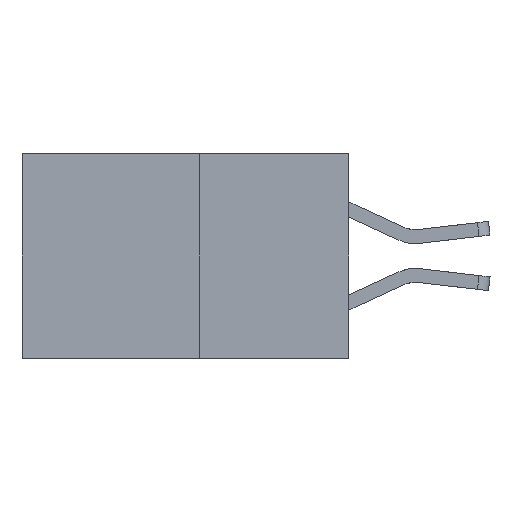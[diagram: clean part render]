
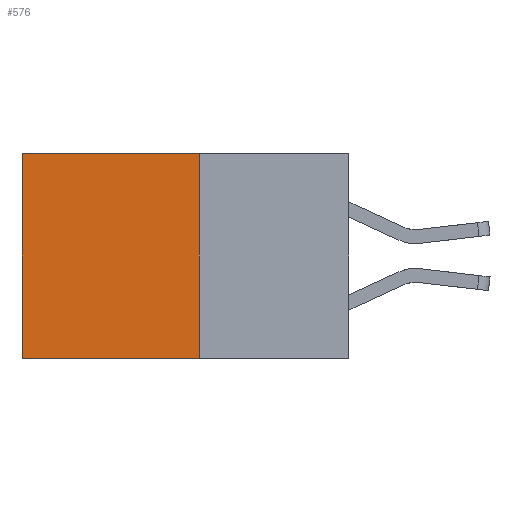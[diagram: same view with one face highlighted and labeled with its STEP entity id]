
A CAD part, left-side view. The second image highlights one B-rep face of the part: STEP entity #576.
In plain terms, the highlighted planar face has unit normal (-1, 0, 0).
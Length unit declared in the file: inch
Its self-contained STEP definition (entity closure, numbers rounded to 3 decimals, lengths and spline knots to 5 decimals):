
#382 = VECTOR ( 'NONE', #4554, 39.37008 ) ;
#544 = VECTOR ( 'NONE', #7408, 39.37008 ) ;
#576 = ADVANCED_FACE ( 'NONE', ( #2407 ), #3828, .F. ) ;
#582 = DIRECTION ( 'NONE',  ( 0., 0., -1. ) ) ;
#637 = LINE ( 'NONE', #9078, #382 ) ;
#677 = LINE ( 'NONE', #9393, #8794 ) ;
#794 = EDGE_CURVE ( 'NONE', #9113, #7214, #677, .T. ) ;
#1041 = EDGE_CURVE ( 'NONE', #7214, #7798, #4657, .T. ) ;
#1149 = VERTEX_POINT ( 'NONE', #8302 ) ;
#1909 = CARTESIAN_POINT ( 'NONE',  ( 0.277, 0.27, -0.37 ) ) ;
#2407 = FACE_OUTER_BOUND ( 'NONE', #9700, .T. ) ;
#2863 = CARTESIAN_POINT ( 'NONE',  ( 0.277, 0.27, -0.37 ) ) ;
#3108 = CARTESIAN_POINT ( 'NONE',  ( 0.277, 0.27, -0.37 ) ) ;
#3828 = PLANE ( 'NONE',  #7533 ) ;
#3862 = DIRECTION ( 'NONE',  ( 1., 0., 0. ) ) ;
#4107 = CARTESIAN_POINT ( 'NONE',  ( 0.277, 0.59, -0.37 ) ) ;
#4439 = CARTESIAN_POINT ( 'NONE',  ( 0.277, 0.59, -0.37 ) ) ;
#4554 = DIRECTION ( 'NONE',  ( 0., 1., 0. ) ) ;
#4657 = LINE ( 'NONE', #2863, #544 ) ;
#4755 = ORIENTED_EDGE ( 'NONE', *, *, #1041, .F. ) ;
#4857 = DIRECTION ( 'NONE',  ( 0., 0., -1. ) ) ;
#5356 = LINE ( 'NONE', #4439, #9132 ) ;
#6072 = EDGE_CURVE ( 'NONE', #1149, #7798, #5356, .T. ) ;
#7214 = VERTEX_POINT ( 'NONE', #1909 ) ;
#7280 = ORIENTED_EDGE ( 'NONE', *, *, #7490, .T. ) ;
#7408 = DIRECTION ( 'NONE',  ( 0., 1., 0. ) ) ;
#7490 = EDGE_CURVE ( 'NONE', #9113, #1149, #637, .T. ) ;
#7533 = AXIS2_PLACEMENT_3D ( 'NONE', #3108, #3862, #9168 ) ;
#7798 = VERTEX_POINT ( 'NONE', #4107 ) ;
#8302 = CARTESIAN_POINT ( 'NONE',  ( 0.277, 0.59, 0. ) ) ;
#8794 = VECTOR ( 'NONE', #4857, 39.37008 ) ;
#9056 = CARTESIAN_POINT ( 'NONE',  ( 0.277, 0.27, 0. ) ) ;
#9078 = CARTESIAN_POINT ( 'NONE',  ( 0.277, 0.27, 0. ) ) ;
#9111 = ORIENTED_EDGE ( 'NONE', *, *, #6072, .T. ) ;
#9113 = VERTEX_POINT ( 'NONE', #9056 ) ;
#9132 = VECTOR ( 'NONE', #582, 39.37008 ) ;
#9168 = DIRECTION ( 'NONE',  ( 0., 0., -1. ) ) ;
#9393 = CARTESIAN_POINT ( 'NONE',  ( 0.277, 0.27, -0.37 ) ) ;
#9669 = ORIENTED_EDGE ( 'NONE', *, *, #794, .F. ) ;
#9700 = EDGE_LOOP ( 'NONE', ( #9111, #4755, #9669, #7280 ) ) ;
